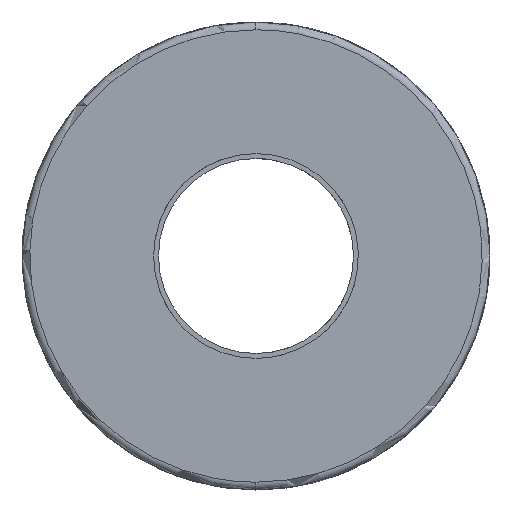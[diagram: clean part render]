
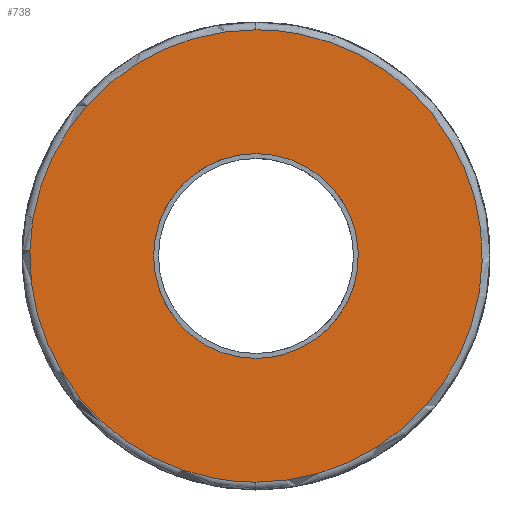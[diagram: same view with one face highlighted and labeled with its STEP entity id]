
A CAD part, left-side view. The second image highlights one B-rep face of the part: STEP entity #738.
In plain terms, the highlighted planar face has unit normal (-1, 0, 0).
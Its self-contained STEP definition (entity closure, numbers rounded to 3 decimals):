
#566=AXIS2_PLACEMENT_3D('Circle Axis2P3D',#564,#565,$) ;
#672=AXIS2_PLACEMENT_3D('Plane Axis2P3D',#669,#670,#671) ;
#554=CARTESIAN_POINT('Vertex',(0.,0.,-2.625)) ;
#561=CARTESIAN_POINT('Vertex',(0.,0.,2.625)) ;
#564=CARTESIAN_POINT('Axis2P3D Location',(0.,0.,0.)) ;
#582=CARTESIAN_POINT('Control Point',(0.,0.,2.625)) ;
#583=CARTESIAN_POINT('Control Point',(0.,-0.825,2.625)) ;
#584=CARTESIAN_POINT('Control Point',(0.,-1.649,2.301)) ;
#585=CARTESIAN_POINT('Control Point',(0.,-2.301,1.649)) ;
#586=CARTESIAN_POINT('Control Point',(0.,-2.949,0.)) ;
#587=CARTESIAN_POINT('Control Point',(0.,-2.301,-1.649)) ;
#588=CARTESIAN_POINT('Control Point',(0.,-1.649,-2.301)) ;
#589=CARTESIAN_POINT('Control Point',(0.,-0.825,-2.625)) ;
#590=CARTESIAN_POINT('Control Point',(0.,0.,-2.625)) ;
#669=CARTESIAN_POINT('Axis2P3D Location',(0.,0.,-3.)) ;
#675=CARTESIAN_POINT('Control Point',(0.,0.,5.8)) ;
#676=CARTESIAN_POINT('Control Point',(0.,0.59,5.8)) ;
#677=CARTESIAN_POINT('Control Point',(0.,1.18,5.725)) ;
#678=CARTESIAN_POINT('Control Point',(0.,1.757,5.575)) ;
#679=CARTESIAN_POINT('Control Point',(0.,2.861,5.132)) ;
#680=CARTESIAN_POINT('Control Point',(0.,3.818,4.426)) ;
#681=CARTESIAN_POINT('Control Point',(0.,4.249,4.014)) ;
#682=CARTESIAN_POINT('Control Point',(0.,4.997,3.089)) ;
#683=CARTESIAN_POINT('Control Point',(0.,5.49,2.007)) ;
#684=CARTESIAN_POINT('Control Point',(0.,5.666,1.437)) ;
#685=CARTESIAN_POINT('Control Point',(0.,5.869,0.265)) ;
#686=CARTESIAN_POINT('Control Point',(0.,5.772,-0.92)) ;
#687=CARTESIAN_POINT('Control Point',(0.,5.649,-1.504)) ;
#688=CARTESIAN_POINT('Control Point',(0.,5.255,-2.626)) ;
#689=CARTESIAN_POINT('Control Point',(0.,4.594,-3.614)) ;
#690=CARTESIAN_POINT('Control Point',(0.,4.202,-4.064)) ;
#691=CARTESIAN_POINT('Control Point',(0.,3.312,-4.853)) ;
#692=CARTESIAN_POINT('Control Point',(0.,2.253,-5.394)) ;
#693=CARTESIAN_POINT('Control Point',(0.,1.691,-5.595)) ;
#694=CARTESIAN_POINT('Control Point',(0.,1.007,-5.746)) ;
#695=CARTESIAN_POINT('Control Point',(0.,0.314,-5.793)) ;
#696=CARTESIAN_POINT('Control Point',(0.,0.209,-5.798)) ;
#697=CARTESIAN_POINT('Control Point',(0.,0.105,-5.8)) ;
#698=CARTESIAN_POINT('Control Point',(0.,0.,-5.8)) ;
#699=CARTESIAN_POINT('Vertex',(0.,0.,5.8)) ;
#701=CARTESIAN_POINT('Vertex',(0.,0.,-5.8)) ;
#705=CARTESIAN_POINT('Control Point',(0.,0.,-5.8)) ;
#706=CARTESIAN_POINT('Control Point',(0.,-0.59,-5.8)) ;
#707=CARTESIAN_POINT('Control Point',(0.,-1.18,-5.725)) ;
#708=CARTESIAN_POINT('Control Point',(0.,-1.757,-5.575)) ;
#709=CARTESIAN_POINT('Control Point',(0.,-2.861,-5.132)) ;
#710=CARTESIAN_POINT('Control Point',(0.,-3.818,-4.426)) ;
#711=CARTESIAN_POINT('Control Point',(0.,-4.249,-4.014)) ;
#712=CARTESIAN_POINT('Control Point',(0.,-4.997,-3.089)) ;
#713=CARTESIAN_POINT('Control Point',(0.,-5.49,-2.007)) ;
#714=CARTESIAN_POINT('Control Point',(0.,-5.666,-1.437)) ;
#715=CARTESIAN_POINT('Control Point',(0.,-5.869,-0.265)) ;
#716=CARTESIAN_POINT('Control Point',(0.,-5.772,0.92)) ;
#717=CARTESIAN_POINT('Control Point',(0.,-5.649,1.504)) ;
#718=CARTESIAN_POINT('Control Point',(0.,-5.255,2.626)) ;
#719=CARTESIAN_POINT('Control Point',(0.,-4.594,3.614)) ;
#720=CARTESIAN_POINT('Control Point',(0.,-4.202,4.064)) ;
#721=CARTESIAN_POINT('Control Point',(0.,-3.312,4.853)) ;
#722=CARTESIAN_POINT('Control Point',(0.,-2.253,5.394)) ;
#723=CARTESIAN_POINT('Control Point',(0.,-1.691,5.595)) ;
#724=CARTESIAN_POINT('Control Point',(0.,-1.007,5.746)) ;
#725=CARTESIAN_POINT('Control Point',(0.,-0.314,5.793)) ;
#726=CARTESIAN_POINT('Control Point',(0.,-0.209,5.798)) ;
#727=CARTESIAN_POINT('Control Point',(0.,-0.105,5.8)) ;
#728=CARTESIAN_POINT('Control Point',(0.,0.,5.8)) ;
#565=DIRECTION('Axis2P3D Direction',(1.,0.,0.)) ;
#670=DIRECTION('Axis2P3D Direction',(-1.,0.,0.)) ;
#671=DIRECTION('Axis2P3D XDirection',(0.,1.,0.)) ;
#731=ORIENTED_EDGE('',*,*,#703,.T.) ;
#732=ORIENTED_EDGE('',*,*,#729,.T.) ;
#735=ORIENTED_EDGE('',*,*,#568,.T.) ;
#736=ORIENTED_EDGE('',*,*,#591,.T.) ;
#737=FACE_BOUND('',#734,.T.) ;
#738=ADVANCED_FACE('',(#733,#737),#673,.T.) ;
#581=B_SPLINE_CURVE_WITH_KNOTS('',5,(#582,#583,#584,#585,#586,#587,#588,#589,#590),.UNSPECIFIED.,.F.,.U.,(6,3,6),(-4.123,0.,4.123),.UNSPECIFIED.) ;
#674=B_SPLINE_CURVE_WITH_KNOTS('',5,(#675,#676,#677,#678,#679,#680,#681,#682,#683,#684,#685,#686,#687,#688,#689,#690,#691,#692,#693,#694,#695,#696,#697,#698),.UNSPECIFIED.,.F.,.U.,(6,3,3,3,3,3,3,6),(0.,4.171,8.343,12.514,16.685,20.856,25.028,25.768),.UNSPECIFIED.) ;
#704=B_SPLINE_CURVE_WITH_KNOTS('',5,(#705,#706,#707,#708,#709,#710,#711,#712,#713,#714,#715,#716,#717,#718,#719,#720,#721,#722,#723,#724,#725,#726,#727,#728),.UNSPECIFIED.,.F.,.U.,(6,3,3,3,3,3,3,6),(0.,4.171,8.343,12.514,16.685,20.856,25.028,25.768),.UNSPECIFIED.) ;
#567=CIRCLE('generated circle',#566,2.625) ;
#568=EDGE_CURVE('',#555,#562,#567,.T.) ;
#591=EDGE_CURVE('',#562,#555,#581,.T.) ;
#703=EDGE_CURVE('',#700,#702,#674,.T.) ;
#729=EDGE_CURVE('',#702,#700,#704,.T.) ;
#730=EDGE_LOOP('',(#731,#732)) ;
#734=EDGE_LOOP('',(#735,#736)) ;
#733=FACE_OUTER_BOUND('',#730,.T.) ;
#673=PLANE('Plane',#672) ;
#555=VERTEX_POINT('',#554) ;
#562=VERTEX_POINT('',#561) ;
#700=VERTEX_POINT('',#699) ;
#702=VERTEX_POINT('',#701) ;
